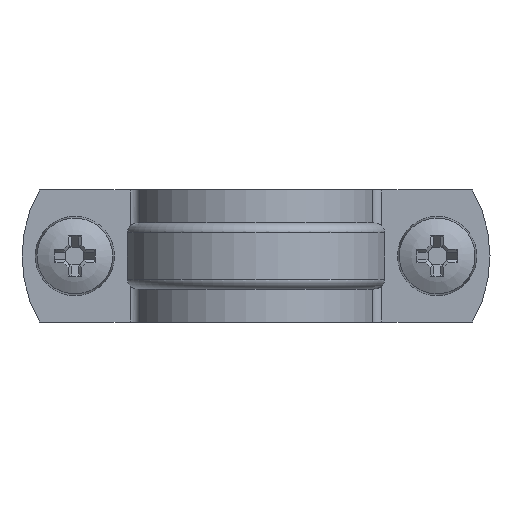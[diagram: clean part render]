
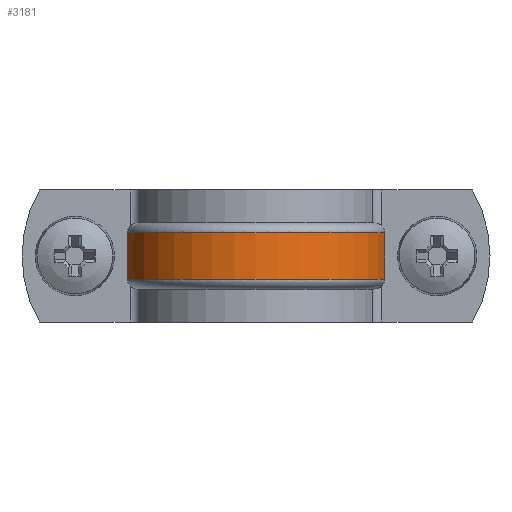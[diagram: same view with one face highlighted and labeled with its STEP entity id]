
A CAD part, front view. The second image highlights one B-rep face of the part: STEP entity #3181.
In plain terms, the highlighted cylindrical face has radius 20 mm (diameter 40 mm), a partial arc.
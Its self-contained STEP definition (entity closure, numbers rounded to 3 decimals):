
#3118=CARTESIAN_POINT('',(19.487,-4.5,-3.5));
#3119=VERTEX_POINT('',#3118);
#3129=CARTESIAN_POINT('',(-19.487,-4.5,-3.5));
#3130=VERTEX_POINT('',#3129);
#3131=CARTESIAN_POINT('',(0.0,0.0,-3.5));
#3132=DIRECTION('',(0.0,0.0,-1.0));
#3133=DIRECTION('',(0.,-1.0,0.0));
#3134=AXIS2_PLACEMENT_3D('',#3131,#3132,#3133);
#3135=CIRCLE('',#3134,20.);
#3136=EDGE_CURVE('',#3119,#3130,#3135,.T.);
#3150=CARTESIAN_POINT('',(0.0,0.0,0.));
#3151=DIRECTION('',(0.0,0.0,1.0));
#3152=DIRECTION('',(0.0,-1.0,0.0));
#3153=AXIS2_PLACEMENT_3D('',#3150,#3151,#3152);
#3154=CYLINDRICAL_SURFACE('',#3153,20.);
#3155=ORIENTED_EDGE('',*,*,#3136,.F.);
#3156=CARTESIAN_POINT('',(19.487,-4.5,3.5));
#3157=VERTEX_POINT('',#3156);
#3158=CARTESIAN_POINT('',(19.487,-4.5,3.5));
#3159=DIRECTION('',(0.0,0.0,-1.0));
#3160=VECTOR('',#3159,7.);
#3161=LINE('',#3158,#3160);
#3162=EDGE_CURVE('',#3157,#3119,#3161,.T.);
#3163=ORIENTED_EDGE('',*,*,#3162,.F.);
#3164=CARTESIAN_POINT('',(-19.487,-4.5,3.5));
#3165=VERTEX_POINT('',#3164);
#3166=CARTESIAN_POINT('',(0.0,0.0,3.5));
#3167=DIRECTION('',(0.0,0.0,1.0));
#3168=DIRECTION('',(0.,-1.0,0.0));
#3169=AXIS2_PLACEMENT_3D('',#3166,#3167,#3168);
#3170=CIRCLE('',#3169,20.);
#3171=EDGE_CURVE('',#3165,#3157,#3170,.T.);
#3172=ORIENTED_EDGE('',*,*,#3171,.F.);
#3173=CARTESIAN_POINT('',(-19.487,-4.5,-3.5));
#3174=DIRECTION('',(0.0,0.0,1.0));
#3175=VECTOR('',#3174,7.);
#3176=LINE('',#3173,#3175);
#3177=EDGE_CURVE('',#3130,#3165,#3176,.T.);
#3178=ORIENTED_EDGE('',*,*,#3177,.F.);
#3179=EDGE_LOOP('',(#3155,#3163,#3172,#3178));
#3180=FACE_OUTER_BOUND('',#3179,.T.);
#3181=ADVANCED_FACE('',(#3180),#3154,.T.);
